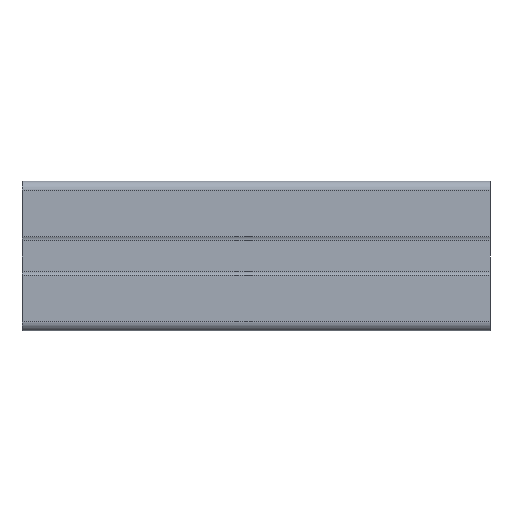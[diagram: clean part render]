
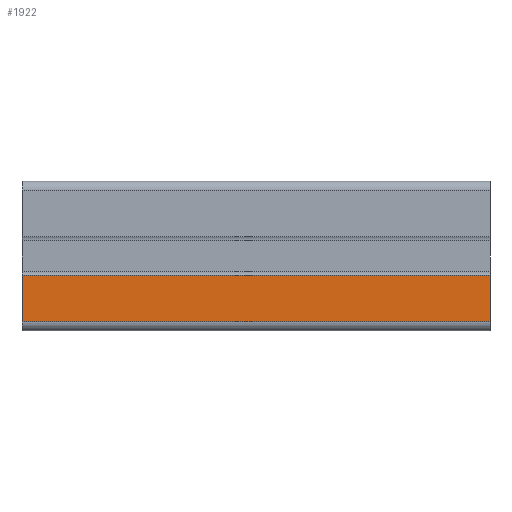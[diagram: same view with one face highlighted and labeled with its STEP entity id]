
A CAD part, left-side view. The second image highlights one B-rep face of the part: STEP entity #1922.
In plain terms, the highlighted planar face has unit normal (-1, 0, 0).
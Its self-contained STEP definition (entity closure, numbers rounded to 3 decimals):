
#27=PLANE('',#2117);
#92=FACE_OUTER_BOUND('',#201,.T.);
#201=EDGE_LOOP('',(#1504,#1505,#1506,#1507));
#298=LINE('',#2805,#515);
#401=LINE('',#3115,#618);
#418=LINE('',#3181,#635);
#420=LINE('',#3184,#637);
#515=VECTOR('',#2236,1000.);
#618=VECTOR('',#2447,1000.);
#635=VECTOR('',#2498,1000.);
#637=VECTOR('',#2502,1000.);
#814=VERTEX_POINT('',#2802);
#815=VERTEX_POINT('',#2804);
#908=VERTEX_POINT('',#2992);
#968=VERTEX_POINT('',#3113);
#1011=EDGE_CURVE('',#814,#815,#298,.T.);
#1167=EDGE_CURVE('',#908,#968,#401,.T.);
#1200=EDGE_CURVE('',#814,#908,#418,.T.);
#1202=EDGE_CURVE('',#815,#968,#420,.T.);
#1504=ORIENTED_EDGE('',*,*,#1167,.T.);
#1505=ORIENTED_EDGE('',*,*,#1202,.F.);
#1506=ORIENTED_EDGE('',*,*,#1011,.F.);
#1507=ORIENTED_EDGE('',*,*,#1200,.T.);
#1922=ADVANCED_FACE('',(#92),#27,.F.);
#2117=AXIS2_PLACEMENT_3D('',#3183,#2500,#2501);
#2236=DIRECTION('',(0.,0.,1.));
#2447=DIRECTION('',(0.,0.,1.));
#2498=DIRECTION('',(0.,-1.,0.));
#2500=DIRECTION('center_axis',(1.,0.,0.));
#2501=DIRECTION('ref_axis',(0.,0.,-1.));
#2502=DIRECTION('',(0.,-1.,0.));
#2802=CARTESIAN_POINT('',(-16.,50.,-14.));
#2804=CARTESIAN_POINT('',(-16.,50.,-4.15));
#2805=CARTESIAN_POINT('',(-16.,50.,-14.));
#2992=CARTESIAN_POINT('',(-16.,-50.,-14.));
#3113=CARTESIAN_POINT('',(-16.,-50.,-4.15));
#3115=CARTESIAN_POINT('',(-16.,-50.,-14.));
#3181=CARTESIAN_POINT('',(-16.,50.,-14.));
#3183=CARTESIAN_POINT('Origin',(-16.,50.,-14.));
#3184=CARTESIAN_POINT('',(-16.,50.,-4.15));
